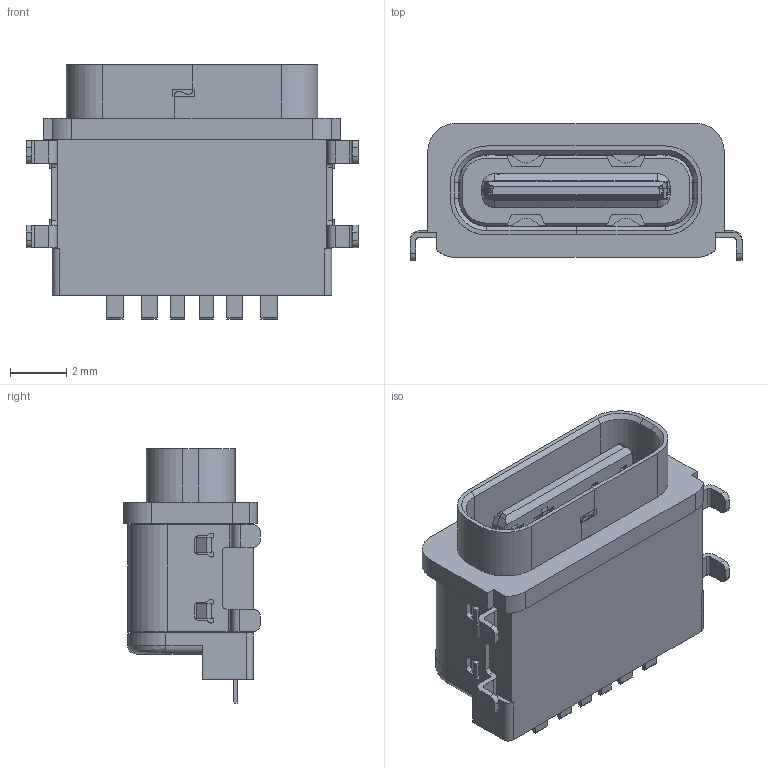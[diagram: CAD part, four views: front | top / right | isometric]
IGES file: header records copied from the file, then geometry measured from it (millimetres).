
Start section: Data from Parasolid IGES Translator 25.0.145, Copyright(c) 2006 Siemens PLM Software. All Rights Reserved.
Global section: file name: USB4715-GF-A.igs; native system: By Siemens PLM Incorporated; preprocessor: XPlus GENERIC/IGES 25.0.145; author: Noname; organization: Noname; date: 20230123.205355; units: millimetre
Bounding box: 11.8 x 4.86 x 9.05 mm (x, y, z)
Surface area: 683.2 mm2 (no closed solid volume)
Topology: 0 solids, 0 shells, 836 faces, 4762 edges, 4751 vertices
Faces by surface type: extrusion 617, revolution 205, bspline 14
